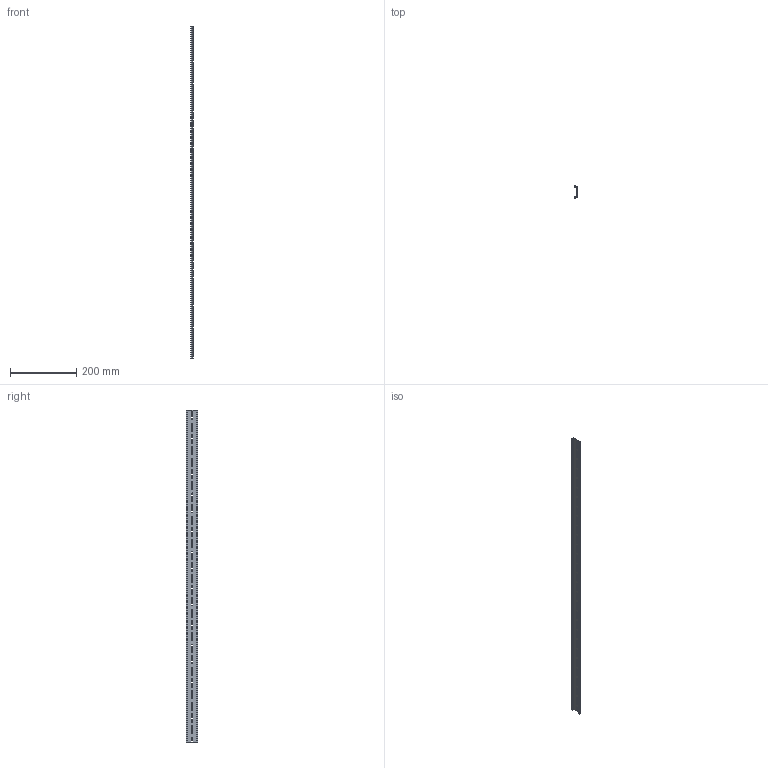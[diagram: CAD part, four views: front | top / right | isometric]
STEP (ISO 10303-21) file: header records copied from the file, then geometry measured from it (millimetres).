
FILE_DESCRIPTION(/* description */ ('Unknown'),/* implementation_level */ '2;1');
FILE_NAME(/* name */ 'NS35-7.5-AL-1000-00A(H)',/* time_stamp */ '2022-07-14T11:16:20+08:00',/* author */ ('Unknown'),/* organization */ ('Unknown'),/* preprocessor_version */ 'ST-DEVELOPER v16.7',/* originating_system */ 'Solid Edge',/* authorisation */ 'Unknown');
FILE_SCHEMA (('AUTOMOTIVE_DESIGN {1 0 10303 214 3 1 1}'));
Length unit declared in the file: millimetre
Products named in the file (1): NS35-7.5-AL-1000-00A(H)
Bounding box: 7.5 x 35 x 1000 mm (x, y, z)
Volume: 57468.2 mm3; surface area: 95542.4 mm2
Topology: 1 solids, 1 shells, 146 faces, 432 edges, 288 vertices
Faces by surface type: plane 77, cylinder 69
Entity records: 6072 total; most frequent: CARTESIAN_POINT 867, ORIENTED_EDGE 864, DIRECTION 864, EDGE_CURVE 432, LINE 294, VECTOR 294, VERTEX_POINT 288, AXIS2_PLACEMENT_3D 285
